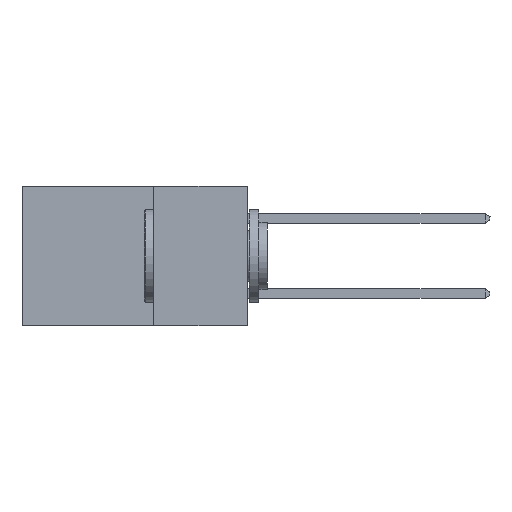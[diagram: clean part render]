
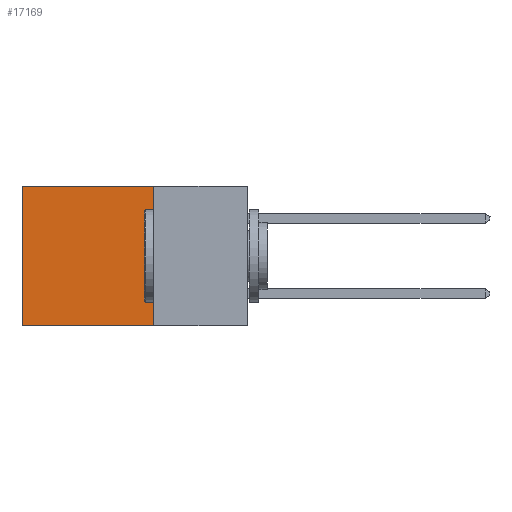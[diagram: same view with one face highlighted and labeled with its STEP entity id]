
A CAD part, left-side view. The second image highlights one B-rep face of the part: STEP entity #17169.
In plain terms, the highlighted planar face has unit normal (-1, 0, 0).
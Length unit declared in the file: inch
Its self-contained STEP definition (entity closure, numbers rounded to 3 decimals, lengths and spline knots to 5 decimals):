
#17 = CARTESIAN_POINT ( 'NONE',  ( 0.2615, 0.6, -0.37 ) ) ;
#775 = VERTEX_POINT ( 'NONE', #12289 ) ;
#1622 = PLANE ( 'NONE',  #14129 ) ;
#1717 = VERTEX_POINT ( 'NONE', #21431 ) ;
#2416 = LINE ( 'NONE', #17277, #14391 ) ;
#2851 = VERTEX_POINT ( 'NONE', #9455 ) ;
#2994 = CARTESIAN_POINT ( 'NONE',  ( 0.2615, 0.25, -0.37 ) ) ;
#3172 = DIRECTION ( 'NONE',  ( 0., 0., -1. ) ) ;
#4766 = DIRECTION ( 'NONE',  ( 0., 0., -1. ) ) ;
#4863 = CARTESIAN_POINT ( 'NONE',  ( 0.2615, 0.25, -0.37 ) ) ;
#4972 = DIRECTION ( 'NONE',  ( 1., 0., 0. ) ) ;
#5085 = FACE_OUTER_BOUND ( 'NONE', #8401, .T. ) ;
#7504 = ORIENTED_EDGE ( 'NONE', *, *, #14110, .T. ) ;
#7511 = ORIENTED_EDGE ( 'NONE', *, *, #7875, .F. ) ;
#7875 = EDGE_CURVE ( 'NONE', #2851, #775, #19779, .T. ) ;
#8401 = EDGE_LOOP ( 'NONE', ( #14811, #7511, #13697, #7504 ) ) ;
#9052 = DIRECTION ( 'NONE',  ( 0., 1., 0. ) ) ;
#9455 = CARTESIAN_POINT ( 'NONE',  ( 0.2615, 0.25, -0.37 ) ) ;
#9492 = CARTESIAN_POINT ( 'NONE',  ( 0.2615, 0.25, -0.37 ) ) ;
#11840 = VECTOR ( 'NONE', #13124, 39.37008 ) ;
#11854 = EDGE_CURVE ( 'NONE', #1717, #2851, #19813, .T. ) ;
#11909 = VECTOR ( 'NONE', #19607, 39.37008 ) ;
#12289 = CARTESIAN_POINT ( 'NONE',  ( 0.2615, 0.6, -0.37 ) ) ;
#12503 = EDGE_CURVE ( 'NONE', #16443, #775, #18157, .T. ) ;
#13124 = DIRECTION ( 'NONE',  ( 0., 1., 0. ) ) ;
#13697 = ORIENTED_EDGE ( 'NONE', *, *, #11854, .F. ) ;
#14110 = EDGE_CURVE ( 'NONE', #1717, #16443, #2416, .T. ) ;
#14129 = AXIS2_PLACEMENT_3D ( 'NONE', #4863, #4972, #4766 ) ;
#14391 = VECTOR ( 'NONE', #9052, 39.37008 ) ;
#14811 = ORIENTED_EDGE ( 'NONE', *, *, #12503, .T. ) ;
#15396 = VECTOR ( 'NONE', #3172, 39.37008 ) ;
#16443 = VERTEX_POINT ( 'NONE', #20451 ) ;
#17169 = ADVANCED_FACE ( 'NONE', ( #5085 ), #1622, .F. ) ;
#17277 = CARTESIAN_POINT ( 'NONE',  ( 0.2615, 0.25, 0. ) ) ;
#18157 = LINE ( 'NONE', #17, #15396 ) ;
#19607 = DIRECTION ( 'NONE',  ( 0., 0., -1. ) ) ;
#19779 = LINE ( 'NONE', #9492, #11840 ) ;
#19813 = LINE ( 'NONE', #2994, #11909 ) ;
#20451 = CARTESIAN_POINT ( 'NONE',  ( 0.2615, 0.6, 0. ) ) ;
#21431 = CARTESIAN_POINT ( 'NONE',  ( 0.2615, 0.25, 0. ) ) ;
